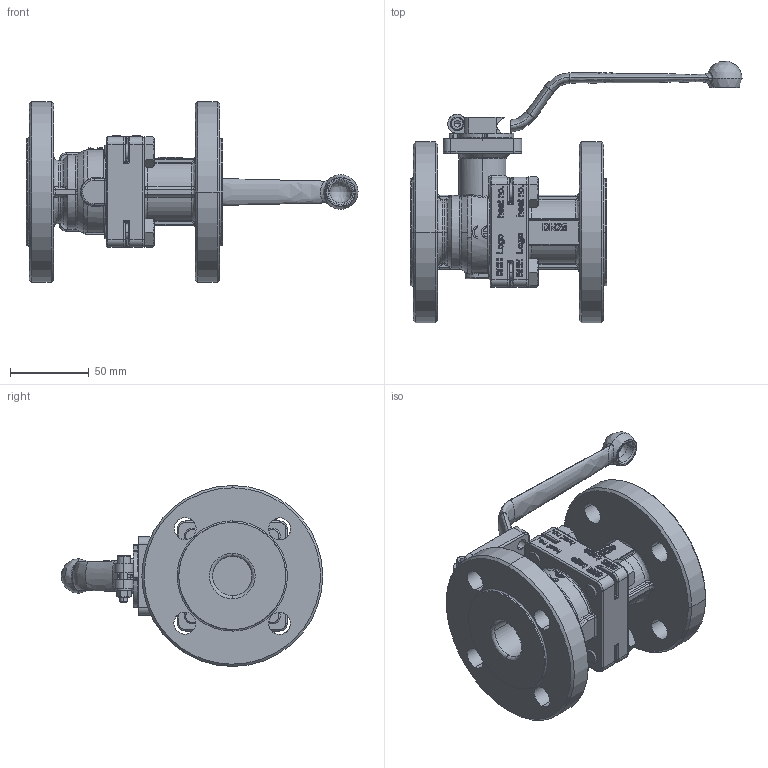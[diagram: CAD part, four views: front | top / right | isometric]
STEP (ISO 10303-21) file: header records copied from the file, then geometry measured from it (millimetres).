
FILE_DESCRIPTION (( 'STEP AP214' ), '1' );
FILE_NAME ('FK05_DN25.STEP', '2022-08-17T12:03:45', ( '' ), ( '' ), 'SwSTEP 2.0', 'SolidWorks 2021', '' );
FILE_SCHEMA (( 'AUTOMOTIVE_DESIGN' ));
Length unit declared in the file: metre
Products named in the file (3): ENG-069061_2; FK05_DN25; ENG-069061
Assembly tree (2 placements, depth 2):
  FK05_DN25
    ENG-069061_2
    ENG-069061
Bounding box: 211 x 166.22 x 115 mm (x, y, z)
Volume: 566635.1 mm3; surface area: 108352 mm2
Topology: 3 solids, 3 shells, 1365 faces, 3574 edges, 2246 vertices
Faces by surface type: bspline 508, plane 469, cylinder 286, cone 98, torus 4
Entity records: 78147 total; most frequent: CARTESIAN_POINT 33986, ORIENTED_EDGE 7074, DIRECTION 4203, EDGE_CURVE 3537, VERTEX_POINT 2248, VECTOR 1579, LINE 1579, EDGE_LOOP 1493
